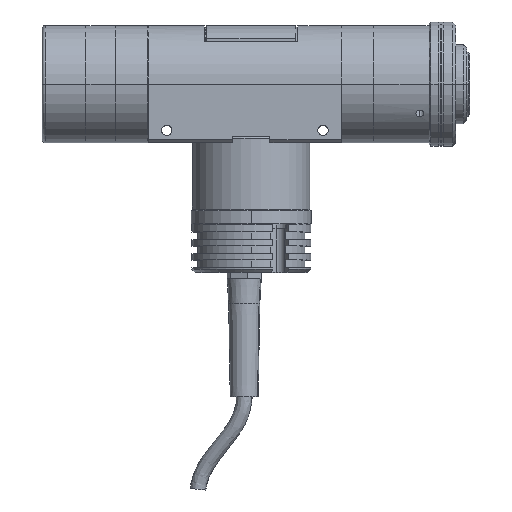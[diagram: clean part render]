
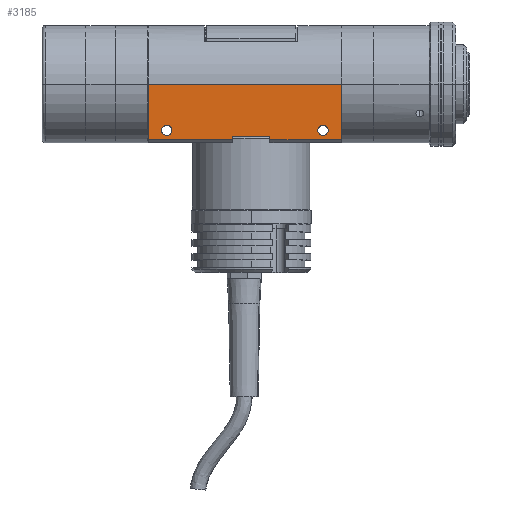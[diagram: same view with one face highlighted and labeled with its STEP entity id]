
A CAD part, top view. The second image highlights one B-rep face of the part: STEP entity #3185.
In plain terms, the highlighted planar face has unit normal (0, 0, 1).
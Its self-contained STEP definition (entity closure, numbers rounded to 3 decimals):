
#18 = VERTEX_POINT ( 'NONE', #6577 ) ;
#285 = VECTOR ( 'NONE', #7457, 1000. ) ;
#636 = CARTESIAN_POINT ( 'NONE',  ( 172.34, -14.85, 18.85 ) ) ;
#1086 = LINE ( 'NONE', #2343, #8365 ) ;
#1346 = DIRECTION ( 'NONE',  ( 0., 0., 1. ) ) ;
#1347 = AXIS2_PLACEMENT_3D ( 'NONE', #636, #8579, #1777 ) ;
#1777 = DIRECTION ( 'NONE',  ( 1., 0., 0. ) ) ;
#1853 = EDGE_CURVE ( 'NONE', #8621, #7171, #7397, .T. ) ;
#1926 = ORIENTED_EDGE ( 'NONE', *, *, #7154, .T. ) ;
#2063 = VECTOR ( 'NONE', #5614, 1000. ) ;
#2206 = VECTOR ( 'NONE', #7232, 1000. ) ;
#2343 = CARTESIAN_POINT ( 'NONE',  ( 255.198, -16.85, 18.85 ) ) ;
#2440 = VERTEX_POINT ( 'NONE', #5491 ) ;
#2484 = CIRCLE ( 'NONE', #12432, 1.65 ) ;
#2530 = ORIENTED_EDGE ( 'NONE', *, *, #5873, .F. ) ;
#2796 = EDGE_CURVE ( 'NONE', #12549, #4199, #3607, .T. ) ;
#3008 = EDGE_LOOP ( 'NONE', ( #5047, #13386, #12632, #5936, #4387, #1926, #3148, #2530 ) ) ;
#3148 = ORIENTED_EDGE ( 'NONE', *, *, #1853, .F. ) ;
#3185 = ADVANCED_FACE ( 'NONE', ( #7816, #5875, #4805 ), #11182, .T. ) ;
#3419 = DIRECTION ( 'NONE',  ( 0., -1., 0. ) ) ;
#3607 = CIRCLE ( 'NONE', #9543, 1.65 ) ;
#3617 = EDGE_CURVE ( 'NONE', #11266, #4091, #2484, .T. ) ;
#3800 = ORIENTED_EDGE ( 'NONE', *, *, #13431, .F. ) ;
#3858 = VECTOR ( 'NONE', #4352, 1000. ) ;
#4036 = CARTESIAN_POINT ( 'NONE',  ( 166.34, -17.85, 18.85 ) ) ;
#4091 = VERTEX_POINT ( 'NONE', #7085 ) ;
#4199 = VERTEX_POINT ( 'NONE', #7271 ) ;
#4215 = CARTESIAN_POINT ( 'NONE',  ( 172.34, -14.85, 18.85 ) ) ;
#4352 = DIRECTION ( 'NONE',  ( 0., 1., 0. ) ) ;
#4385 = CARTESIAN_POINT ( 'NONE',  ( 255.198, -17.85, 18.85 ) ) ;
#4387 = ORIENTED_EDGE ( 'NONE', *, *, #4678, .F. ) ;
#4672 = DIRECTION ( 'NONE',  ( 0., -1., 0. ) ) ;
#4678 = EDGE_CURVE ( 'NONE', #2440, #6844, #14233, .T. ) ;
#4695 = VERTEX_POINT ( 'NONE', #8185 ) ;
#4723 = CARTESIAN_POINT ( 'NONE',  ( 228.54, -17.85, 18.85 ) ) ;
#4805 = FACE_OUTER_BOUND ( 'NONE', #3008, .T. ) ;
#5047 = ORIENTED_EDGE ( 'NONE', *, *, #9885, .F. ) ;
#5343 = CARTESIAN_POINT ( 'NONE',  ( 173.99, -14.85, 18.85 ) ) ;
#5368 = CARTESIAN_POINT ( 'NONE',  ( 222.54, -14.85, 18.85 ) ) ;
#5372 = DIRECTION ( 'NONE',  ( 1., 0., 0. ) ) ;
#5491 = CARTESIAN_POINT ( 'NONE',  ( 228.54, 0., 18.85 ) ) ;
#5504 = CARTESIAN_POINT ( 'NONE',  ( 255.198, 0., 18.85 ) ) ;
#5516 = LINE ( 'NONE', #10223, #11551 ) ;
#5536 = DIRECTION ( 'NONE',  ( 0., -1., 0. ) ) ;
#5556 = CARTESIAN_POINT ( 'NONE',  ( 228.54, -17.85, 18.85 ) ) ;
#5614 = DIRECTION ( 'NONE',  ( -1., 0., 0. ) ) ;
#5652 = CARTESIAN_POINT ( 'NONE',  ( 224.19, -14.85, 18.85 ) ) ;
#5873 = EDGE_CURVE ( 'NONE', #4695, #8621, #10760, .T. ) ;
#5875 = FACE_BOUND ( 'NONE', #12147, .T. ) ;
#5936 = ORIENTED_EDGE ( 'NONE', *, *, #6596, .F. ) ;
#6191 = ORIENTED_EDGE ( 'NONE', *, *, #2796, .F. ) ;
#6508 = DIRECTION ( 'NONE',  ( 1., 0., 0. ) ) ;
#6577 = CARTESIAN_POINT ( 'NONE',  ( 205.45, -16.85, 18.85 ) ) ;
#6596 = EDGE_CURVE ( 'NONE', #6844, #9246, #11612, .T. ) ;
#6608 = VECTOR ( 'NONE', #12300, 1000. ) ;
#6844 = VERTEX_POINT ( 'NONE', #5556 ) ;
#7085 = CARTESIAN_POINT ( 'NONE',  ( 170.69, -14.85, 18.85 ) ) ;
#7097 = CARTESIAN_POINT ( 'NONE',  ( 166.34, -17.85, 18.85 ) ) ;
#7154 = EDGE_CURVE ( 'NONE', #2440, #7171, #12637, .T. ) ;
#7171 = VERTEX_POINT ( 'NONE', #11196 ) ;
#7232 = DIRECTION ( 'NONE',  ( -1., 0., 0. ) ) ;
#7271 = CARTESIAN_POINT ( 'NONE',  ( 220.89, -14.85, 18.85 ) ) ;
#7397 = LINE ( 'NONE', #4036, #285 ) ;
#7457 = DIRECTION ( 'NONE',  ( 0., 1., 0. ) ) ;
#7735 = CIRCLE ( 'NONE', #9213, 1.65 ) ;
#7816 = FACE_BOUND ( 'NONE', #10892, .T. ) ;
#7961 = ORIENTED_EDGE ( 'NONE', *, *, #3617, .F. ) ;
#8156 = CARTESIAN_POINT ( 'NONE',  ( 222.54, -14.85, 18.85 ) ) ;
#8185 = CARTESIAN_POINT ( 'NONE',  ( 193.45, -17.85, 18.85 ) ) ;
#8188 = EDGE_CURVE ( 'NONE', #4091, #11266, #13585, .T. ) ;
#8235 = CARTESIAN_POINT ( 'NONE',  ( 193.45, -16.85, 18.85 ) ) ;
#8365 = VECTOR ( 'NONE', #13678, 1000. ) ;
#8406 = AXIS2_PLACEMENT_3D ( 'NONE', #4385, #12336, #5536 ) ;
#8579 = DIRECTION ( 'NONE',  ( 0., 0., 1. ) ) ;
#8621 = VERTEX_POINT ( 'NONE', #7097 ) ;
#9213 = AXIS2_PLACEMENT_3D ( 'NONE', #5368, #13270, #6508 ) ;
#9246 = VERTEX_POINT ( 'NONE', #13324 ) ;
#9297 = DIRECTION ( 'NONE',  ( 1., 0., 0. ) ) ;
#9543 = AXIS2_PLACEMENT_3D ( 'NONE', #8156, #1346, #9297 ) ;
#9885 = EDGE_CURVE ( 'NONE', #10396, #4695, #5516, .T. ) ;
#10223 = CARTESIAN_POINT ( 'NONE',  ( 193.45, -17.85, 18.85 ) ) ;
#10265 = LINE ( 'NONE', #14528, #3858 ) ;
#10396 = VERTEX_POINT ( 'NONE', #8235 ) ;
#10736 = EDGE_CURVE ( 'NONE', #9246, #18, #10265, .T. ) ;
#10760 = LINE ( 'NONE', #11271, #2063 ) ;
#10892 = EDGE_LOOP ( 'NONE', ( #7961, #14402 ) ) ;
#11182 = PLANE ( 'NONE',  #8406 ) ;
#11196 = CARTESIAN_POINT ( 'NONE',  ( 166.34, 0., 18.85 ) ) ;
#11266 = VERTEX_POINT ( 'NONE', #5343 ) ;
#11271 = CARTESIAN_POINT ( 'NONE',  ( 255.198, -17.85, 18.85 ) ) ;
#11551 = VECTOR ( 'NONE', #3419, 1000. ) ;
#11612 = LINE ( 'NONE', #12880, #2206 ) ;
#12147 = EDGE_LOOP ( 'NONE', ( #6191, #3800 ) ) ;
#12157 = DIRECTION ( 'NONE',  ( 0., 0., 1. ) ) ;
#12300 = DIRECTION ( 'NONE',  ( -1., 0., 0. ) ) ;
#12336 = DIRECTION ( 'NONE',  ( 0., 0., 1. ) ) ;
#12432 = AXIS2_PLACEMENT_3D ( 'NONE', #4215, #12157, #5372 ) ;
#12549 = VERTEX_POINT ( 'NONE', #5652 ) ;
#12632 = ORIENTED_EDGE ( 'NONE', *, *, #10736, .F. ) ;
#12637 = LINE ( 'NONE', #5504, #6608 ) ;
#12880 = CARTESIAN_POINT ( 'NONE',  ( 255.198, -17.85, 18.85 ) ) ;
#13270 = DIRECTION ( 'NONE',  ( 0., 0., 1. ) ) ;
#13324 = CARTESIAN_POINT ( 'NONE',  ( 205.45, -17.85, 18.85 ) ) ;
#13386 = ORIENTED_EDGE ( 'NONE', *, *, #14656, .T. ) ;
#13431 = EDGE_CURVE ( 'NONE', #4199, #12549, #7735, .T. ) ;
#13508 = VECTOR ( 'NONE', #4672, 1000. ) ;
#13585 = CIRCLE ( 'NONE', #1347, 1.65 ) ;
#13678 = DIRECTION ( 'NONE',  ( 1., 0., 0. ) ) ;
#14233 = LINE ( 'NONE', #4723, #13508 ) ;
#14402 = ORIENTED_EDGE ( 'NONE', *, *, #8188, .F. ) ;
#14528 = CARTESIAN_POINT ( 'NONE',  ( 205.45, -17.85, 18.85 ) ) ;
#14656 = EDGE_CURVE ( 'NONE', #10396, #18, #1086, .T. ) ;
